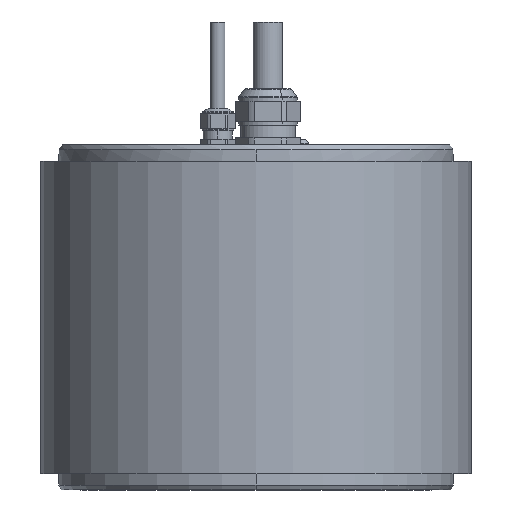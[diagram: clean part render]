
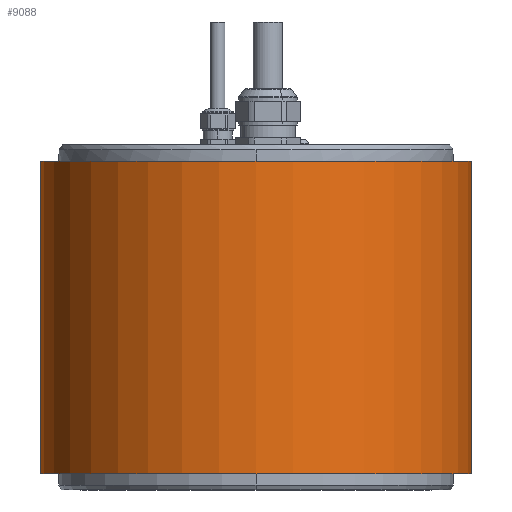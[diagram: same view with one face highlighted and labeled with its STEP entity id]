
A CAD part, front view. The second image highlights one B-rep face of the part: STEP entity #9088.
In plain terms, the highlighted cylindrical face has radius 87.25 mm (diameter 174.5 mm), a partial arc.
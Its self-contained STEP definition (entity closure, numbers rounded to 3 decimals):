
#1622=CARTESIAN_POINT('',(0.,0.,-6.6));
#1623=DIRECTION('',(0.,0.,1.));
#1624=DIRECTION('',(-0.338,0.941,0.));
#1625=AXIS2_PLACEMENT_3D('',#1622,#1623,#1624);
#1627=DIRECTION('',(0.,0.,1.));
#1628=VECTOR('',#1627,126.8);
#1629=CARTESIAN_POINT('',(29.5,82.112,-133.4));
#1630=LINE('',#1629,#1628);
#1631=CARTESIAN_POINT('',(0.,0.,-133.4));
#1632=DIRECTION('',(0.,0.,-1.));
#1633=DIRECTION('',(0.338,0.941,0.));
#1634=AXIS2_PLACEMENT_3D('',#1631,#1632,#1633);
#1636=DIRECTION('',(0.,0.,1.));
#1637=VECTOR('',#1636,126.8);
#1638=CARTESIAN_POINT('',(-29.5,82.112,-133.4));
#1639=LINE('',#1638,#1637);
#5589=CARTESIAN_POINT('',(-29.5,82.112,-133.4));
#5590=CARTESIAN_POINT('',(29.5,82.112,-133.4));
#5591=VERTEX_POINT('',#5589);
#5592=VERTEX_POINT('',#5590);
#5593=CARTESIAN_POINT('',(-29.5,82.112,-6.6));
#5594=CARTESIAN_POINT('',(29.5,82.112,-6.6));
#5595=VERTEX_POINT('',#5593);
#5596=VERTEX_POINT('',#5594);
#9076=CARTESIAN_POINT('',(0.,0.,-0.26));
#9077=DIRECTION('',(0.,0.,-1.));
#9078=DIRECTION('',(1.,0.,0.));
#9079=AXIS2_PLACEMENT_3D('',#9076,#9077,#9078);
#9080=CYLINDRICAL_SURFACE('',#9079,87.25);
#9082=ORIENTED_EDGE('',*,*,#9081,.T.);
#9083=ORIENTED_EDGE('',*,*,#9041,.F.);
#9084=ORIENTED_EDGE('',*,*,#9065,.T.);
#9085=ORIENTED_EDGE('',*,*,#9045,.T.);
#9086=EDGE_LOOP('',(#9082,#9083,#9084,#9085));
#9087=FACE_OUTER_BOUND('',#9086,.F.);
#9088=ADVANCED_FACE('',(#9087),#9080,.T.);
#1626=CIRCLE('',#1625,87.25);
#1635=CIRCLE('',#1634,87.25);
#9041=EDGE_CURVE('',#5592,#5596,#1630,.T.);
#9045=EDGE_CURVE('',#5591,#5595,#1639,.T.);
#9065=EDGE_CURVE('',#5592,#5591,#1635,.T.);
#9081=EDGE_CURVE('',#5595,#5596,#1626,.T.);
